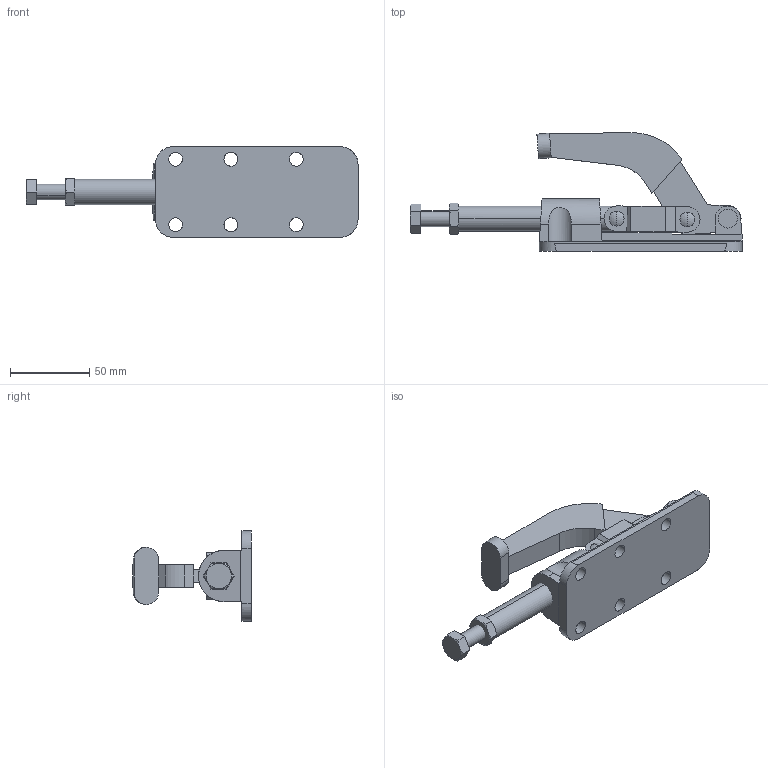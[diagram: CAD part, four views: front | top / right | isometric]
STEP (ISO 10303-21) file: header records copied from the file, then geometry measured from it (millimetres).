
FILE_DESCRIPTION (( 'STEP AP214' ), '1' );
FILE_NAME ('EMC36330.STEP', '2019-01-09T08:43:18', ( 'LinWei' ), ( '' ), 'SwSTEP 2.0', 'SolidWorks 2016', '' );
FILE_SCHEMA (( 'AUTOMOTIVE_DESIGN' ));
Length unit declared in the file: millimetre
Products named in the file (6): 136330M01-1^EMC36330; 4301834-1^EMC36330; Group4^EMC36330; Group3^EMC36330; Group2^EMC36330; EMC36330
Assembly tree (5 placements, depth 2):
  EMC36330
    Group2^EMC36330
    Group3^EMC36330
    Group4^EMC36330
    4301834-1^EMC36330
    136330M01-1^EMC36330
Bounding box: 209.44 x 74.87 x 57 mm (x, y, z)
Volume: 123164.3 mm3; surface area: 49729.7 mm2
Topology: 4 solids, 6 shells, 188 faces, 468 edges, 302 vertices
Faces by surface type: plane 97, cylinder 61, cone 24, sphere 4, bspline 2
Entity records: 6574 total; most frequent: CARTESIAN_POINT 1581, ORIENTED_EDGE 936, DIRECTION 910, EDGE_CURVE 468, AXIS2_PLACEMENT_3D 323, VERTEX_POINT 302, VECTOR 264, LINE 264
